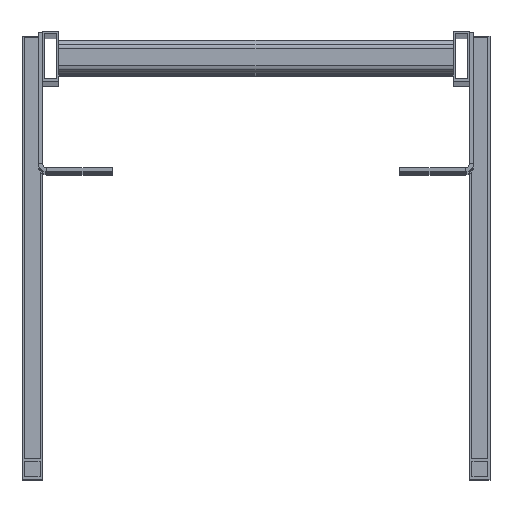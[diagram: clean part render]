
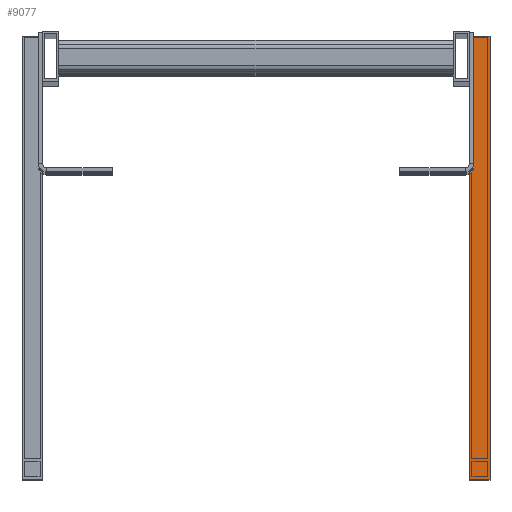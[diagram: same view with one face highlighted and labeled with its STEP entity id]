
A CAD part, top view. The second image highlights one B-rep face of the part: STEP entity #9077.
In plain terms, the highlighted planar face has unit normal (0, 0, 1).
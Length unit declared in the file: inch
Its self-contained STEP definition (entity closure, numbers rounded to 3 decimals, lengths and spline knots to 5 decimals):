
#269 = CARTESIAN_POINT ( 'NONE',  ( -0.625, -0.625, 30. ) ) ;
#277 = CARTESIAN_POINT ( 'NONE',  ( -0.625, -0.625, 30. ) ) ;
#549 = FACE_OUTER_BOUND ( 'NONE', #5939, .T. ) ;
#724 = EDGE_CURVE ( 'NONE', #4717, #9436, #1901, .T. ) ;
#1359 = DIRECTION ( 'NONE',  ( 1., 0., 0. ) ) ;
#1577 = LINE ( 'NONE', #277, #3927 ) ;
#1697 = EDGE_CURVE ( 'NONE', #9436, #4696, #2767, .T. ) ;
#1901 = LINE ( 'NONE', #8181, #7035 ) ;
#1902 = ORIENTED_EDGE ( 'NONE', *, *, #1697, .T. ) ;
#1913 = LINE ( 'NONE', #3362, #8983 ) ;
#2159 = VERTEX_POINT ( 'NONE', #2613 ) ;
#2321 = DIRECTION ( 'NONE',  ( 0., -1., 0. ) ) ;
#2613 = CARTESIAN_POINT ( 'NONE',  ( -0.625, 26.375, 30. ) ) ;
#2767 = LINE ( 'NONE', #7407, #6250 ) ;
#2821 = AXIS2_PLACEMENT_3D ( 'NONE', #7654, #7701, #8219 ) ;
#3362 = CARTESIAN_POINT ( 'NONE',  ( 0.625, 26.375, 30. ) ) ;
#3927 = VECTOR ( 'NONE', #2321, 39.37008 ) ;
#4182 = EDGE_CURVE ( 'NONE', #4696, #2159, #1913, .T. ) ;
#4203 = DIRECTION ( 'NONE',  ( -1., 0., 0. ) ) ;
#4696 = VERTEX_POINT ( 'NONE', #7185 ) ;
#4717 = VERTEX_POINT ( 'NONE', #269 ) ;
#5243 = ORIENTED_EDGE ( 'NONE', *, *, #4182, .T. ) ;
#5939 = EDGE_LOOP ( 'NONE', ( #7816, #7575, #1902, #5243 ) ) ;
#6250 = VECTOR ( 'NONE', #7210, 39.37008 ) ;
#7035 = VECTOR ( 'NONE', #1359, 39.37008 ) ;
#7185 = CARTESIAN_POINT ( 'NONE',  ( 0.625, 26.375, 30. ) ) ;
#7210 = DIRECTION ( 'NONE',  ( 0., 1., 0. ) ) ;
#7407 = CARTESIAN_POINT ( 'NONE',  ( 0.625, -0.625, 30. ) ) ;
#7473 = PLANE ( 'NONE',  #2821 ) ;
#7575 = ORIENTED_EDGE ( 'NONE', *, *, #724, .T. ) ;
#7654 = CARTESIAN_POINT ( 'NONE',  ( 0., 0., 30. ) ) ;
#7701 = DIRECTION ( 'NONE',  ( 0., 0., 1. ) ) ;
#7816 = ORIENTED_EDGE ( 'NONE', *, *, #8495, .T. ) ;
#8035 = CARTESIAN_POINT ( 'NONE',  ( 0.625, -0.625, 30. ) ) ;
#8181 = CARTESIAN_POINT ( 'NONE',  ( 0.625, -0.625, 30. ) ) ;
#8219 = DIRECTION ( 'NONE',  ( 1., 0., 0. ) ) ;
#8495 = EDGE_CURVE ( 'NONE', #2159, #4717, #1577, .T. ) ;
#8983 = VECTOR ( 'NONE', #4203, 39.37008 ) ;
#9077 = ADVANCED_FACE ( 'NONE', ( #549 ), #7473, .T. ) ;
#9436 = VERTEX_POINT ( 'NONE', #8035 ) ;
